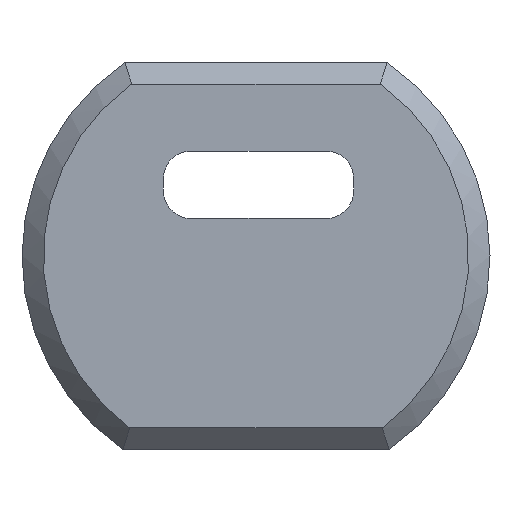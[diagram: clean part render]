
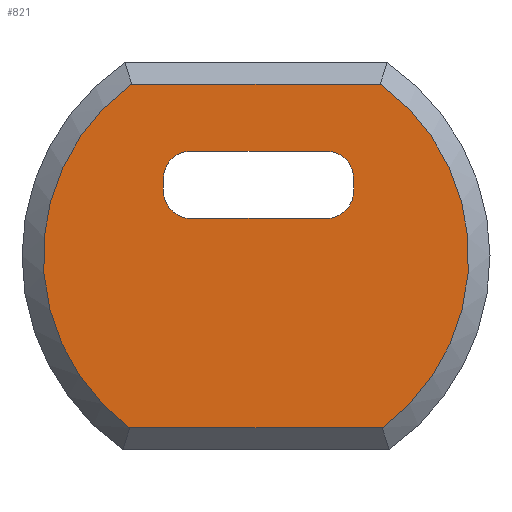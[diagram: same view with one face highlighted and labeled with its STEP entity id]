
A CAD part, left-side view. The second image highlights one B-rep face of the part: STEP entity #821.
In plain terms, the highlighted planar face has unit normal (-1, 0, 0).
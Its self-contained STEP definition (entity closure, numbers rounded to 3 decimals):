
#22=FACE_BOUND('',#131,.T.);
#46=PLANE('',#887);
#84=FACE_OUTER_BOUND('',#130,.T.);
#130=EDGE_LOOP('',(#700,#701,#702,#703));
#131=EDGE_LOOP('',(#704,#705,#706,#707,#708,#709,#710,#711));
#210=LINE('',#1299,#298);
#212=LINE('',#1322,#300);
#218=LINE('',#1347,#306);
#219=LINE('',#1351,#307);
#220=LINE('',#1355,#308);
#221=LINE('',#1358,#309);
#298=VECTOR('',#1050,10.);
#300=VECTOR('',#1060,10.);
#306=VECTOR('',#1082,10.);
#307=VECTOR('',#1085,10.);
#308=VECTOR('',#1088,10.);
#309=VECTOR('',#1091,10.);
#338=CIRCLE('',#878,10.);
#341=CIRCLE('',#883,10.);
#343=CIRCLE('',#888,1.28);
#344=CIRCLE('',#889,1.28);
#345=CIRCLE('',#890,1.28);
#346=CIRCLE('',#891,1.28);
#404=VERTEX_POINT('',#1297);
#405=VERTEX_POINT('',#1298);
#408=VERTEX_POINT('',#1312);
#410=VERTEX_POINT('',#1321);
#415=VERTEX_POINT('',#1343);
#416=VERTEX_POINT('',#1344);
#417=VERTEX_POINT('',#1346);
#418=VERTEX_POINT('',#1348);
#419=VERTEX_POINT('',#1350);
#420=VERTEX_POINT('',#1352);
#421=VERTEX_POINT('',#1354);
#422=VERTEX_POINT('',#1356);
#502=EDGE_CURVE('',#404,#405,#210,.T.);
#506=EDGE_CURVE('',#405,#408,#338,.T.);
#509=EDGE_CURVE('',#408,#410,#212,.T.);
#513=EDGE_CURVE('',#410,#404,#341,.T.);
#519=EDGE_CURVE('',#415,#416,#343,.T.);
#520=EDGE_CURVE('',#416,#417,#218,.T.);
#521=EDGE_CURVE('',#417,#418,#344,.T.);
#522=EDGE_CURVE('',#418,#419,#219,.T.);
#523=EDGE_CURVE('',#419,#420,#345,.T.);
#524=EDGE_CURVE('',#420,#421,#220,.T.);
#525=EDGE_CURVE('',#421,#422,#346,.T.);
#526=EDGE_CURVE('',#422,#415,#221,.T.);
#700=ORIENTED_EDGE('',*,*,#502,.F.);
#701=ORIENTED_EDGE('',*,*,#513,.F.);
#702=ORIENTED_EDGE('',*,*,#509,.F.);
#703=ORIENTED_EDGE('',*,*,#506,.F.);
#704=ORIENTED_EDGE('',*,*,#519,.T.);
#705=ORIENTED_EDGE('',*,*,#520,.T.);
#706=ORIENTED_EDGE('',*,*,#521,.T.);
#707=ORIENTED_EDGE('',*,*,#522,.T.);
#708=ORIENTED_EDGE('',*,*,#523,.T.);
#709=ORIENTED_EDGE('',*,*,#524,.T.);
#710=ORIENTED_EDGE('',*,*,#525,.T.);
#711=ORIENTED_EDGE('',*,*,#526,.T.);
#821=ADVANCED_FACE('',(#84,#22),#46,.F.);
#878=AXIS2_PLACEMENT_3D('',#1313,#1054,#1055);
#883=AXIS2_PLACEMENT_3D('',#1331,#1066,#1067);
#887=AXIS2_PLACEMENT_3D('',#1342,#1078,#1079);
#888=AXIS2_PLACEMENT_3D('',#1345,#1080,#1081);
#889=AXIS2_PLACEMENT_3D('',#1349,#1083,#1084);
#890=AXIS2_PLACEMENT_3D('',#1353,#1086,#1087);
#891=AXIS2_PLACEMENT_3D('',#1357,#1089,#1090);
#1050=DIRECTION('',(0.,1.,0.));
#1054=DIRECTION('center_axis',(1.,0.,0.));
#1055=DIRECTION('ref_axis',(0.,1.,0.));
#1060=DIRECTION('',(0.,-1.,0.));
#1066=DIRECTION('center_axis',(1.,0.,0.));
#1067=DIRECTION('ref_axis',(0.,-1.,0.));
#1078=DIRECTION('center_axis',(1.,0.,0.));
#1079=DIRECTION('ref_axis',(0.,1.,0.));
#1080=DIRECTION('center_axis',(1.,0.,0.));
#1081=DIRECTION('ref_axis',(0.,-1.,0.));
#1082=DIRECTION('',(0.,0.,1.));
#1083=DIRECTION('center_axis',(1.,0.,0.));
#1084=DIRECTION('ref_axis',(0.,-1.,0.));
#1085=DIRECTION('',(0.,-1.,0.));
#1086=DIRECTION('center_axis',(1.,0.,0.));
#1087=DIRECTION('ref_axis',(0.,1.,0.));
#1088=DIRECTION('',(0.,0.,-1.));
#1089=DIRECTION('center_axis',(1.,0.,0.));
#1090=DIRECTION('ref_axis',(0.,1.,0.));
#1091=DIRECTION('',(0.,1.,0.));
#1297=CARTESIAN_POINT('',(-20.11,-5.936,-8.048));
#1298=CARTESIAN_POINT('',(-20.11,5.936,-8.048));
#1299=CARTESIAN_POINT('',(-20.11,3.128,-8.048));
#1312=CARTESIAN_POINT('',(-20.11,5.844,8.115));
#1313=CARTESIAN_POINT('Origin',(-20.11,0.,0.));
#1321=CARTESIAN_POINT('',(-20.11,-5.844,8.115));
#1322=CARTESIAN_POINT('',(-20.11,-3.079,8.115));
#1331=CARTESIAN_POINT('Origin',(-20.11,0.,0.));
#1342=CARTESIAN_POINT('Origin',(-20.11,0.,0.));
#1343=CARTESIAN_POINT('',(-20.11,3.07,1.8));
#1344=CARTESIAN_POINT('',(-20.11,4.35,3.08));
#1345=CARTESIAN_POINT('Origin',(-20.11,3.07,3.08));
#1346=CARTESIAN_POINT('',(-20.11,4.35,3.68));
#1347=CARTESIAN_POINT('',(-20.11,4.35,1.84));
#1348=CARTESIAN_POINT('',(-20.11,3.07,4.96));
#1349=CARTESIAN_POINT('Origin',(-20.11,3.07,3.68));
#1350=CARTESIAN_POINT('',(-20.11,-3.31,4.96));
#1351=CARTESIAN_POINT('',(-20.11,-1.655,4.96));
#1352=CARTESIAN_POINT('',(-20.11,-4.59,3.68));
#1353=CARTESIAN_POINT('Origin',(-20.11,-3.31,3.68));
#1354=CARTESIAN_POINT('',(-20.11,-4.59,3.08));
#1355=CARTESIAN_POINT('',(-20.11,-4.59,1.54));
#1356=CARTESIAN_POINT('',(-20.11,-3.31,1.8));
#1357=CARTESIAN_POINT('Origin',(-20.11,-3.31,3.08));
#1358=CARTESIAN_POINT('',(-20.11,1.535,1.8));
